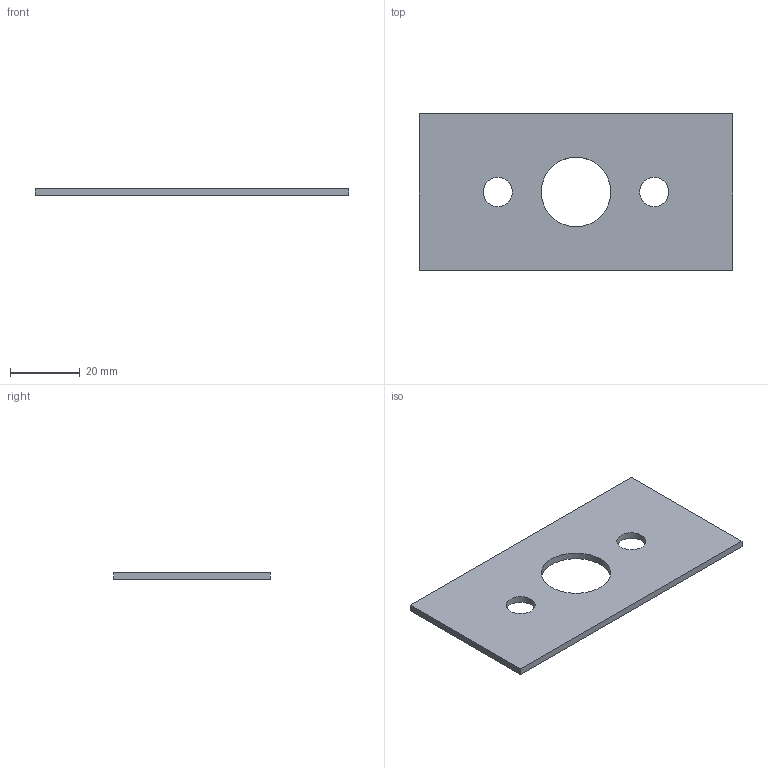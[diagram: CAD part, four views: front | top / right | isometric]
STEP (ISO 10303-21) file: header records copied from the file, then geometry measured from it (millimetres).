
FILE_DESCRIPTION((''),'2;1');
FILE_NAME('700020.ipt.stp','2010-09-05T12:23:26',(''),(''),'Autodesk Inventor 2010','Autodesk Inventor 2010','');
FILE_SCHEMA(('AUTOMOTIVE_DESIGN { 1 0 10303 214 1 1 1 1 }'));
Length unit declared in the file: millimetre
Products named in the file (1): 700020
Bounding box: 90 x 45 x 2 mm (x, y, z)
Volume: 7250.2 mm3; surface area: 8021.2 mm2
Topology: 1 solids, 1 shells, 9 faces, 21 edges, 14 vertices
Faces by surface type: plane 6, bspline 3
Entity records: 323 total; most frequent: CARTESIAN_POINT 93, DIRECTION 38, ORIENTED_EDGE 36, EDGE_CURVE 18, EDGE_LOOP 18, VERTEX_POINT 14, AXIS2_PLACEMENT_3D 13, VECTOR 12
